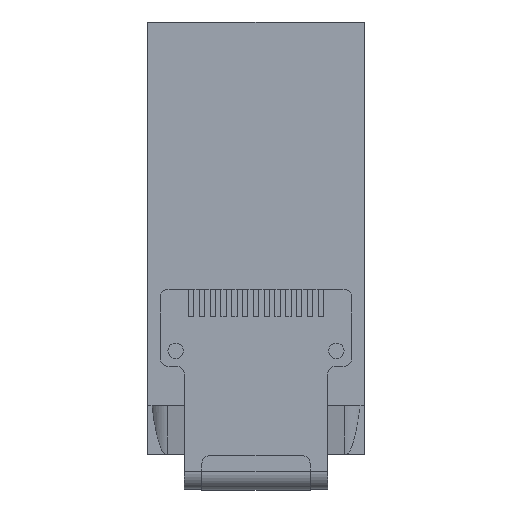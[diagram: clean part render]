
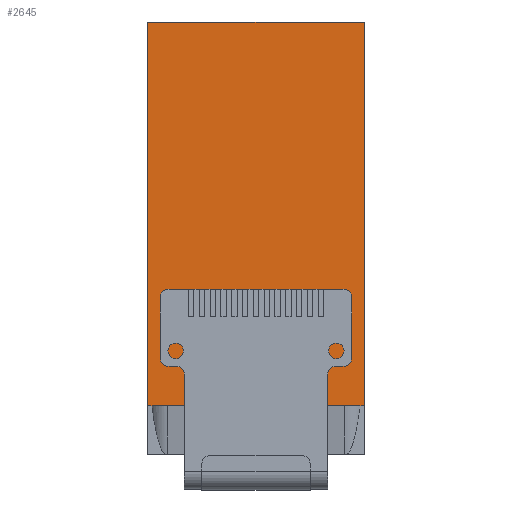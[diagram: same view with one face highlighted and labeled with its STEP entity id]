
A CAD part, front view. The second image highlights one B-rep face of the part: STEP entity #2645.
In plain terms, the highlighted planar face has unit normal (0, -1, 0).
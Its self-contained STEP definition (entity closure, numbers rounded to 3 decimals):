
#125=PLANE('',#2847);
#260=FACE_OUTER_BOUND('',#399,.T.);
#399=EDGE_LOOP('',(#2340,#2341,#2342,#2343,#2344,#2345));
#661=LINE('',#4137,#976);
#685=LINE('',#4206,#1000);
#690=LINE('',#4215,#1005);
#712=LINE('',#4261,#1027);
#714=LINE('',#4265,#1029);
#715=LINE('',#4266,#1030);
#976=VECTOR('',#3383,10.);
#1000=VECTOR('',#3459,10.);
#1005=VECTOR('',#3466,10.);
#1027=VECTOR('',#3510,10.);
#1029=VECTOR('',#3514,10.);
#1030=VECTOR('',#3515,10.);
#1280=VERTEX_POINT('',#4125);
#1284=VERTEX_POINT('',#4135);
#1303=VERTEX_POINT('',#4205);
#1306=VERTEX_POINT('',#4213);
#1319=VERTEX_POINT('',#4260);
#1320=VERTEX_POINT('',#4264);
#1612=EDGE_CURVE('',#1284,#1280,#661,.T.);
#1647=EDGE_CURVE('',#1280,#1303,#685,.T.);
#1652=EDGE_CURVE('',#1306,#1284,#690,.T.);
#1674=EDGE_CURVE('',#1303,#1319,#712,.T.);
#1676=EDGE_CURVE('',#1320,#1306,#714,.T.);
#1677=EDGE_CURVE('',#1319,#1320,#715,.T.);
#2340=ORIENTED_EDGE('',*,*,#1652,.F.);
#2341=ORIENTED_EDGE('',*,*,#1676,.F.);
#2342=ORIENTED_EDGE('',*,*,#1677,.F.);
#2343=ORIENTED_EDGE('',*,*,#1674,.F.);
#2344=ORIENTED_EDGE('',*,*,#1647,.F.);
#2345=ORIENTED_EDGE('',*,*,#1612,.F.);
#2645=ADVANCED_FACE('',(#260),#125,.T.);
#2847=AXIS2_PLACEMENT_3D('',#4263,#3512,#3513);
#3383=DIRECTION('',(-1.,0.,0.));
#3459=DIRECTION('',(-1.,0.,0.));
#3466=DIRECTION('',(-1.,0.,0.));
#3510=DIRECTION('',(0.,0.,1.));
#3512=DIRECTION('center_axis',(0.,-1.,0.));
#3513=DIRECTION('ref_axis',(0.,0.,-1.));
#3514=DIRECTION('',(0.,0.,-1.));
#3515=DIRECTION('',(1.,0.,0.));
#4125=CARTESIAN_POINT('',(-5.74,0.,3.16));
#4135=CARTESIAN_POINT('',(5.74,0.,3.16));
#4137=CARTESIAN_POINT('',(0.,0.,3.16));
#4205=CARTESIAN_POINT('',(-7.,0.,3.16));
#4206=CARTESIAN_POINT('',(0.,0.,3.16));
#4213=CARTESIAN_POINT('',(7.,0.,3.16));
#4215=CARTESIAN_POINT('',(0.,0.,3.16));
#4260=CARTESIAN_POINT('',(-7.,0.,28.));
#4261=CARTESIAN_POINT('',(-7.,0.,28.));
#4263=CARTESIAN_POINT('Origin',(0.,0.,28.));
#4264=CARTESIAN_POINT('',(7.,0.,28.));
#4265=CARTESIAN_POINT('',(7.,0.,28.));
#4266=CARTESIAN_POINT('',(0.,0.,28.));
